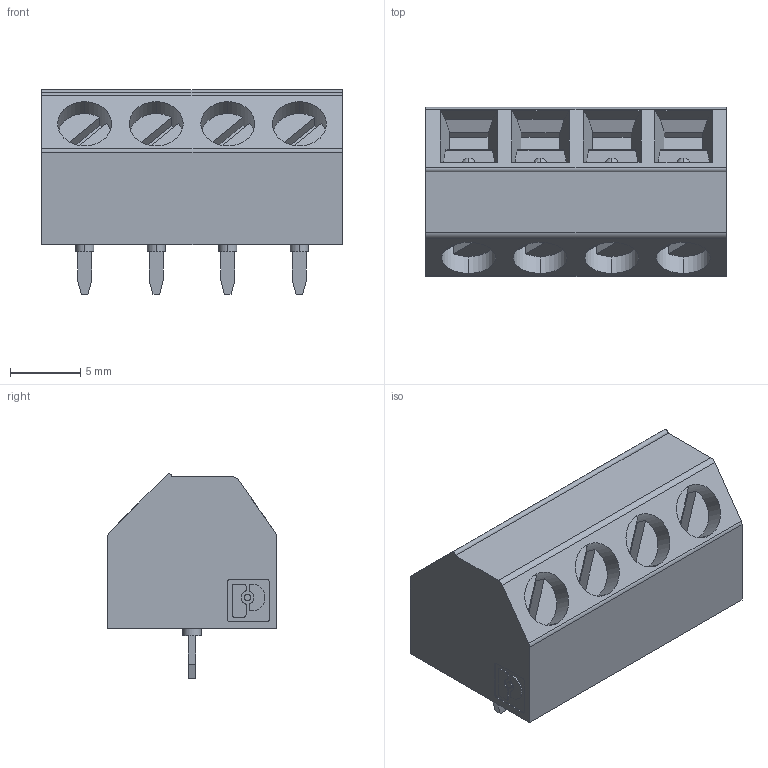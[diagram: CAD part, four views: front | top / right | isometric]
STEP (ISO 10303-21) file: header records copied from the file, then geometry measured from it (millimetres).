
FILE_DESCRIPTION(('Creo Elements/Direct Modeling STEP Export'),'2;1');
FILE_NAME('model.stp','2017-04-10T 7:58:03',(''),(''),'Creo Elements/Direct Modeling STEP processor for AP214 (Solid Model)','Creo Elements/Direct Modeling 18.1G 27-Feb-2015 (C) Parametric Technology GmbH','');
FILE_SCHEMA(('AUTOMOTIVE_DESIGN { 1 0 10303 214 1 1 1 1 }'));
Length unit declared in the file: millimetre
Products named in the file (2): SMKDSN_1_5-4-5_08
Assembly tree (1 placements, depth 2):
  SMKDSN_1_5-4-5_08
    SMKDSN_1_5-4-5_08
Bounding box: 21.32 x 12 x 14.5 mm (x, y, z)
Volume: 2282.2 mm3; surface area: 1465.1 mm2
Topology: 1 solids, 1 shells, 192 faces, 510 edges, 336 vertices
Faces by surface type: plane 129, cylinder 51, sphere 8, cone 4
Entity records: 6839 total; most frequent: CARTESIAN_POINT 1062, ORIENTED_EDGE 1004, DIRECTION 960, EDGE_CURVE 502, VECTOR 348, LINE 348, VERTEX_POINT 336, AXIS2_PLACEMENT_3D 306
